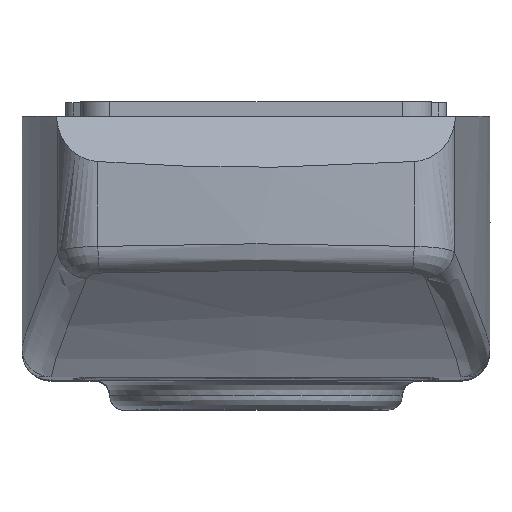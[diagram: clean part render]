
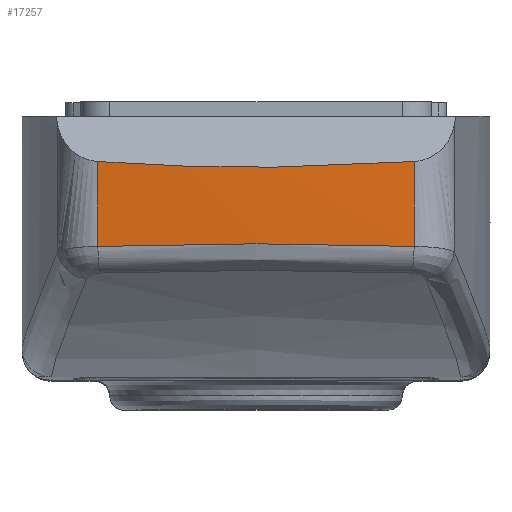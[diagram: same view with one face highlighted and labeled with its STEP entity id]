
A CAD part, top view. The second image highlights one B-rep face of the part: STEP entity #17257.
In plain terms, the highlighted free-form (B-spline) face has degree [1, 2] with [2, 3] control points.
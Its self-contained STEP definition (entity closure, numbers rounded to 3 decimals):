
#16247=CARTESIAN_POINT('',(-9.914,-10.814,46.61));
#16248=VERTEX_POINT('',#16247);
#16345=CARTESIAN_POINT('',(-9.914,10.814,46.61));
#16346=VERTEX_POINT('',#16345);
#16368=CARTESIAN_POINT('',(-9.914,10.814,46.61));
#16369=CARTESIAN_POINT('',(-9.796,7.209,46.87));
#16370=CARTESIAN_POINT('',(-9.676,0.,47.13));
#16371=CARTESIAN_POINT('',(-9.796,-7.209,46.87));
#16372=CARTESIAN_POINT('',(-9.914,-10.814,46.61));
#16373=B_SPLINE_CURVE_WITH_KNOTS('',3,(#16368,#16369,#16370,#16371,#16372),.UNSPECIFIED.,.F.,.U.,(4,1,4),(0.0,0.5,1.0),.UNSPECIFIED.);
#16374=EDGE_CURVE('',#16346,#16248,#16373,.T.);
#16990=CARTESIAN_POINT('',(-4.11,10.814,46.61));
#16991=VERTEX_POINT('',#16990);
#17007=CARTESIAN_POINT('',(-4.11,-10.814,46.61));
#17008=VERTEX_POINT('',#17007);
#17009=CARTESIAN_POINT('',(-4.11,-10.814,46.61));
#17010=CARTESIAN_POINT('',(-4.329,-7.783,46.829));
#17011=CARTESIAN_POINT('',(-4.63,-0.567,47.13));
#17012=CARTESIAN_POINT('',(-4.41,6.661,46.91));
#17013=CARTESIAN_POINT('',(-4.11,10.814,46.61));
#17014=B_SPLINE_CURVE_WITH_KNOTS('',3,(#17009,#17010,#17011,#17012,#17013),.UNSPECIFIED.,.F.,.U.,(4,1,4),(0.,9.14,21.666),.UNSPECIFIED.);
#17015=EDGE_CURVE('',#17008,#16991,#17014,.T.);
#17218=CARTESIAN_POINT('',(-9.914,-10.814,46.61));
#17219=CARTESIAN_POINT('',(-4.11,-10.814,46.61));
#17220=QUASI_UNIFORM_CURVE('',1,(#17218,#17219),.UNSPECIFIED.,.F.,.U.);
#17221=EDGE_CURVE('',#16248,#17008,#17220,.T.);
#17233=CARTESIAN_POINT('',(-10.059,-11.891,46.528));
#17234=CARTESIAN_POINT('',(-3.961,-11.891,46.528));
#17235=CARTESIAN_POINT('',(-10.059,0.001,47.474));
#17236=CARTESIAN_POINT('',(-3.961,0.001,47.474));
#17237=CARTESIAN_POINT('',(-10.059,11.892,46.528));
#17238=CARTESIAN_POINT('',(-3.961,11.892,46.528));
#17246=(BOUNDED_SURFACE()B_SPLINE_SURFACE(1,2,((#17233,#17235,#17237),(#17234,#17236,#17238)),.UNSPECIFIED.,.F.,.F.,.U.)B_SPLINE_SURFACE_WITH_KNOTS((2,2),(3,3),(0.0,6.098),(4.778,28.601),.UNSPECIFIED.)GEOMETRIC_REPRESENTATION_ITEM()RATIONAL_B_SPLINE_SURFACE(((0.998,0.994,0.997),(0.998,0.994,0.997)))REPRESENTATION_ITEM('')SURFACE());
#17247=CARTESIAN_POINT('',(-9.914,10.814,46.61));
#17248=CARTESIAN_POINT('',(-4.11,10.814,46.61));
#17249=QUASI_UNIFORM_CURVE('',1,(#17247,#17248),.UNSPECIFIED.,.F.,.U.);
#17250=EDGE_CURVE('',#16346,#16991,#17249,.T.);
#17251=ORIENTED_EDGE('',*,*,#17250,.F.);
#17252=ORIENTED_EDGE('',*,*,#16374,.T.);
#17253=ORIENTED_EDGE('',*,*,#17221,.T.);
#17254=ORIENTED_EDGE('',*,*,#17015,.T.);
#17255=EDGE_LOOP('',(#17251,#17252,#17253,#17254));
#17256=FACE_OUTER_BOUND('',#17255,.T.);
#17257=ADVANCED_FACE('',(#17256),#17246,.T.);
